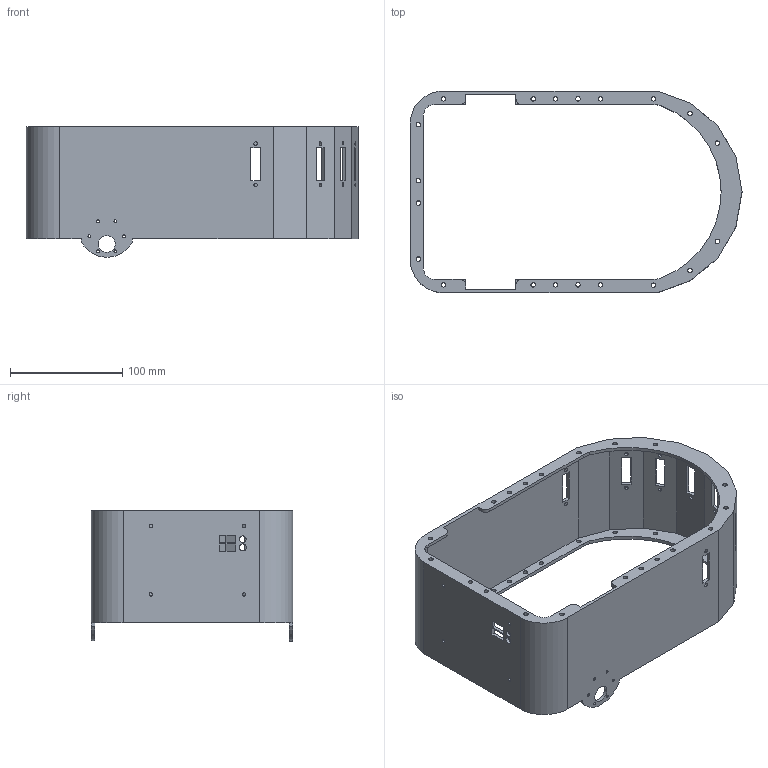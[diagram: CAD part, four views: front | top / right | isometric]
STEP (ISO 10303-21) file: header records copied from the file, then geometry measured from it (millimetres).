
FILE_DESCRIPTION(/* description */ (''),/* implementation_level */ '2;1');
FILE_NAME(/* name */ '侧壁.step',/* time_stamp */ '2022-10-17T21:42:07+08:00',/* author */ (''),/* organization */ (''),/* preprocessor_version */ 'ST-DEVELOPER v19',/* originating_system */ 'Autodesk Translation Framework v11.7.0.108',/* authorisation */ '');
FILE_SCHEMA (('AUTOMOTIVE_DESIGN { 1 0 10303 214 3 1 1 }'));
Length unit declared in the file: millimetre
Products named in the file (1): 侧壁
Bounding box: 296.32 x 180.01 x 116.36 mm (x, y, z)
Volume: 287273.6 mm3; surface area: 201444.7 mm2
Topology: 1 solids, 1 shells, 192 faces, 564 edges, 376 vertices
Faces by surface type: cylinder 102, plane 90
Full cylindrical faces by diameter (mm): 2.55 x12, 3 x4, 3.2 x16, 4 x40, 5.875 x1, 6.287 x1, 15.076 x1, 15.162 x1
Entity records: 6835 total; most frequent: DIRECTION 1153, CARTESIAN_POINT 1139, ORIENTED_EDGE 1128, EDGE_CURVE 564, AXIS2_PLACEMENT_3D 398, VERTEX_POINT 376, EDGE_LOOP 364, LINE 357
